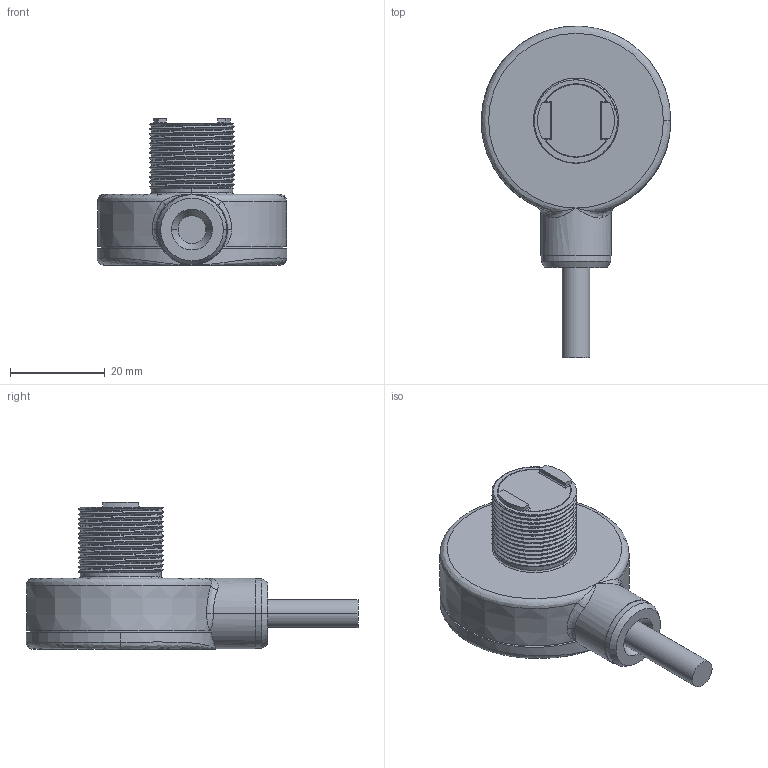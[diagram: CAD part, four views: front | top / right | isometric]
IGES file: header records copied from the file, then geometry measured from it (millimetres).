
Start section:  PTC IGES file: 155322.igs
Global section: file name: 155322.igs; native system: Pro/ENGINEER by Parametric Technology Corporation; preprocessor: 2009141; author: banengservice; organization: Unknown; date: 20101203.084933; units: inch
Bounding box: 40.08 x 70.21 x 31.1 mm (x, y, z)
Volume: 9009.3 mm3; surface area: 13876.7 mm2
Topology: 3 solids, 4 shells, 310 faces, 769 edges, 483 vertices
Faces by surface type: revolution 167, bspline 143
